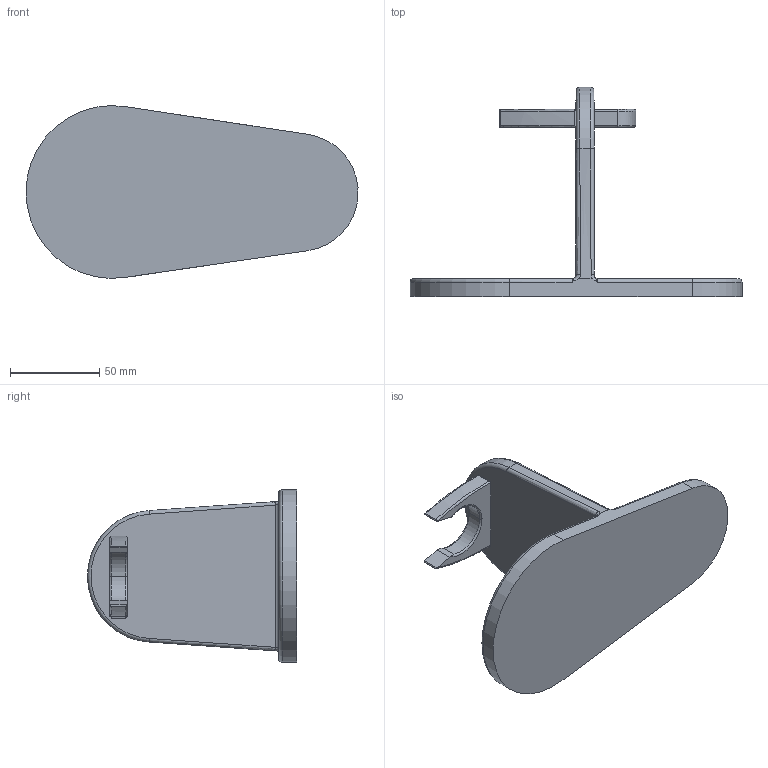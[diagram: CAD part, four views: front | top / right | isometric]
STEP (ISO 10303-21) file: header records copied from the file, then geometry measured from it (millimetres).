
FILE_DESCRIPTION(/* description */ (''),/* implementation_level */ '2;1');
FILE_NAME(/* name */ 'fd6b7990-3d63-4f9c-aea0-4242e57e1ae0.stp',/* time_stamp */ '2018-11-15T21:27:11+00:00',/* author */ (''),/* organization */ (''),/* preprocessor_version */ 'ST-DEVELOPER v17.2',/* originating_system */ 'Autodesk Translation Framework v7.6.0.251',/* authorisation */ '');
FILE_SCHEMA (('AUTOMOTIVE_DESIGN { 1 0 10303 214 3 1 1 }'));
Length unit declared in the file: millimetre
Products named in the file (1): shave_stand
Bounding box: 186.39 x 117.4 x 96.97 mm (x, y, z)
Volume: 194273.8 mm3; surface area: 56052.7 mm2
Topology: 1 solids, 1 shells, 89 faces, 216 edges, 133 vertices
Faces by surface type: bspline 36, cylinder 23, plane 18, torus 11, sphere 1
Full cylindrical faces by diameter (mm): 50 x1, 81 x1
Entity records: 4530 total; most frequent: CARTESIAN_POINT 2639, ORIENTED_EDGE 430, DIRECTION 307, EDGE_CURVE 215, VERTEX_POINT 133, AXIS2_PLACEMENT_3D 122, EDGE_LOOP 96, FACE_OUTER_BOUND 89
